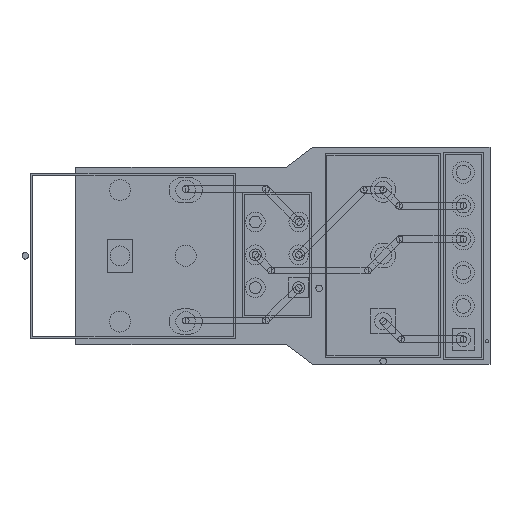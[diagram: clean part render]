
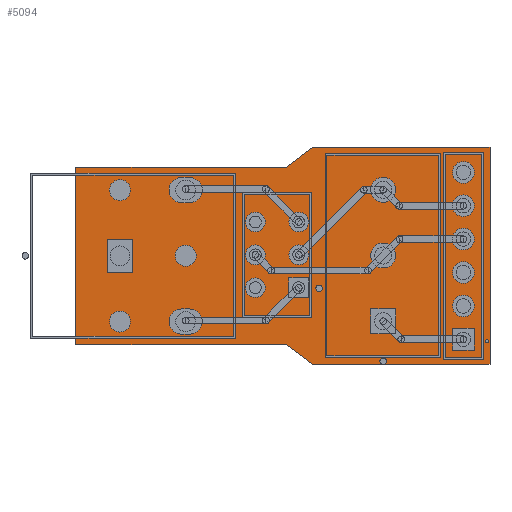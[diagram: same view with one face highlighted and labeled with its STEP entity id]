
A CAD part, top view. The second image highlights one B-rep face of the part: STEP entity #5094.
In plain terms, the highlighted planar face has unit normal (0, 0, 1).
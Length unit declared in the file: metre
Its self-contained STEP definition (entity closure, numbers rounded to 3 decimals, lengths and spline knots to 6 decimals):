
#4532 = EDGE_CURVE( '', #8295, #8296, #8297, .T. );
#4614 = EDGE_CURVE( '', #8434, #8435, #8436, .T. );
#5094 = ADVANCED_FACE( '', ( #9173 ), #9174, .T. );
#5296 = EDGE_CURVE( '', #8435, #9472, #9473, .T. );
#5346 = EDGE_CURVE( '', #9543, #9544, #9545, .T. );
#5364 = EDGE_CURVE( '', #9472, #8295, #9571, .T. );
#5410 = EDGE_CURVE( '', #8296, #9543, #9635, .T. );
#6434 = EDGE_CURVE( '', #11020, #8434, #11095, .T. );
#6812 = EDGE_CURVE( '', #9544, #11020, #11598, .T. );
#8295 = VERTEX_POINT( '', #12548 );
#8296 = VERTEX_POINT( '', #12549 );
#8297 = LINE( '', #12550, #12551 );
#8434 = VERTEX_POINT( '', #12732 );
#8435 = VERTEX_POINT( '', #12733 );
#8436 = LINE( '', #12734, #12735 );
#9173 = FACE_OUTER_BOUND( '', #13713, .T. );
#9174 = PLANE( '', #13714 );
#9472 = VERTEX_POINT( '', #14115 );
#9473 = LINE( '', #14116, #14117 );
#9543 = VERTEX_POINT( '', #14219 );
#9544 = VERTEX_POINT( '', #14220 );
#9545 = LINE( '', #14221, #14222 );
#9571 = LINE( '', #14252, #14253 );
#9635 = LINE( '', #14340, #14341 );
#11020 = VERTEX_POINT( '', #16157 );
#11095 = LINE( '', #16266, #16267 );
#11598 = LINE( '', #16963, #16964 );
#12548 = CARTESIAN_POINT( '', ( 0.016, 0.0015, -0.000035 ) );
#12549 = CARTESIAN_POINT( '', ( 0.018, 0., -0.000035 ) );
#12550 = CARTESIAN_POINT( '', ( 0.016, 0.0015, -0.000035 ) );
#12551 = VECTOR( '', #17876, 1. );
#12732 = CARTESIAN_POINT( '', ( 0.016, 0.015, -0.000035 ) );
#12733 = CARTESIAN_POINT( '', ( 0., 0.015, -0.000035 ) );
#12734 = CARTESIAN_POINT( '', ( 0.016, 0.015, -0.000035 ) );
#12735 = VECTOR( '', #18020, 1. );
#13713 = EDGE_LOOP( '', ( #18900, #18901, #18902, #18903, #18904, #18905, #18906, #18907 ) );
#13714 = AXIS2_PLACEMENT_3D( '', #18908, #18909, #18910 );
#14115 = CARTESIAN_POINT( '', ( 0., 0.0015, -0.000035 ) );
#14116 = CARTESIAN_POINT( '', ( 0., 0.015, -0.000035 ) );
#14117 = VECTOR( '', #19268, 1. );
#14219 = CARTESIAN_POINT( '', ( 0.0315, 0., -0.000035 ) );
#14220 = CARTESIAN_POINT( '', ( 0.0315, 0.0165, -0.000035 ) );
#14221 = CARTESIAN_POINT( '', ( 0.0315, 0., -0.000035 ) );
#14222 = VECTOR( '', #19332, 1. );
#14252 = CARTESIAN_POINT( '', ( 0., 0.0015, -0.000035 ) );
#14253 = VECTOR( '', #19376, 1. );
#14340 = CARTESIAN_POINT( '', ( 0.018, 0., -0.000035 ) );
#14341 = VECTOR( '', #19461, 1. );
#16157 = CARTESIAN_POINT( '', ( 0.018, 0.0165, -0.000035 ) );
#16266 = CARTESIAN_POINT( '', ( 0.018, 0.0165, -0.000035 ) );
#16267 = VECTOR( '', #21483, 1. );
#16963 = CARTESIAN_POINT( '', ( 0.0315, 0.0165, -0.000035 ) );
#16964 = VECTOR( '', #22178, 1. );
#17876 = DIRECTION( '', ( 0.8, -0.6, 0. ) );
#18020 = DIRECTION( '', ( -1., 0., 0. ) );
#18900 = ORIENTED_EDGE( '', *, *, #5364, .T. );
#18901 = ORIENTED_EDGE( '', *, *, #4532, .T. );
#18902 = ORIENTED_EDGE( '', *, *, #5410, .T. );
#18903 = ORIENTED_EDGE( '', *, *, #5346, .T. );
#18904 = ORIENTED_EDGE( '', *, *, #6812, .T. );
#18905 = ORIENTED_EDGE( '', *, *, #6434, .T. );
#18906 = ORIENTED_EDGE( '', *, *, #4614, .T. );
#18907 = ORIENTED_EDGE( '', *, *, #5296, .T. );
#18908 = CARTESIAN_POINT( '', ( 0., 0.0015, -0.000035 ) );
#18909 = DIRECTION( '', ( 0., 0., 1. ) );
#18910 = DIRECTION( '', ( 1., 0., 0. ) );
#19268 = DIRECTION( '', ( 0., -1., 0. ) );
#19332 = DIRECTION( '', ( 0., 1., 0. ) );
#19376 = DIRECTION( '', ( 1., 0., 0. ) );
#19461 = DIRECTION( '', ( 1., 0., 0. ) );
#21483 = DIRECTION( '', ( -0.8, -0.6, 0. ) );
#22178 = DIRECTION( '', ( -1., 0., 0. ) );
